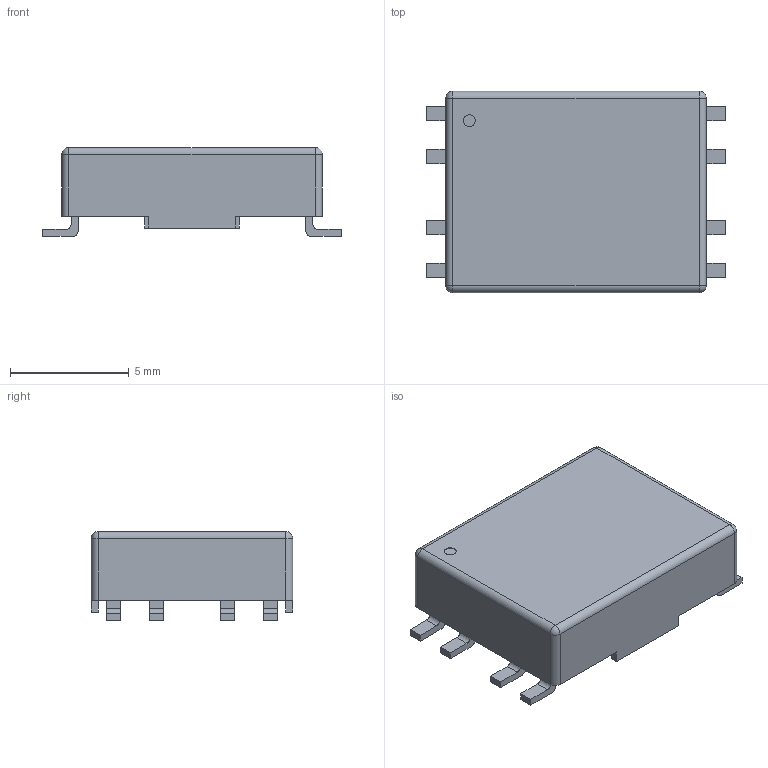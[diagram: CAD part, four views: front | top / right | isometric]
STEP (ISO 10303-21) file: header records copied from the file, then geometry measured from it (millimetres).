
FILE_DESCRIPTION (( 'STEP AP214' ), '1' );
FILE_NAME ('RMR-008.STEP', '2025-11-04T02:39:21', ( '' ), ( '' ), 'SwSTEP 2.0', 'SolidWorks 2024', '' );
FILE_SCHEMA (( 'AUTOMOTIVE_DESIGN' ));
Length unit declared in the file: millimetre
Products named in the file (3): RMR-008-BODY_默认; RMR-008; RMR-008-PIN_默认
Assembly tree (9 placements, depth 2):
  RMR-008
    RMR-008-BODY_默认
    RMR-008-PIN_默认  x8
Bounding box: 12.6 x 8.5 x 3.75 mm (x, y, z)
Volume: 247.3 mm3; surface area: 683.9 mm2
Topology: 10 solids, 10 shells, 119 faces, 286 edges, 184 vertices
Faces by surface type: plane 89, cylinder 26, sphere 4
Entity records: 1529 total; most frequent: DIRECTION 260, CARTESIAN_POINT 247, ORIENTED_EDGE 228, EDGE_CURVE 114, LINE 90, VECTOR 90, AXIS2_PLACEMENT_3D 85, VERTEX_POINT 72
